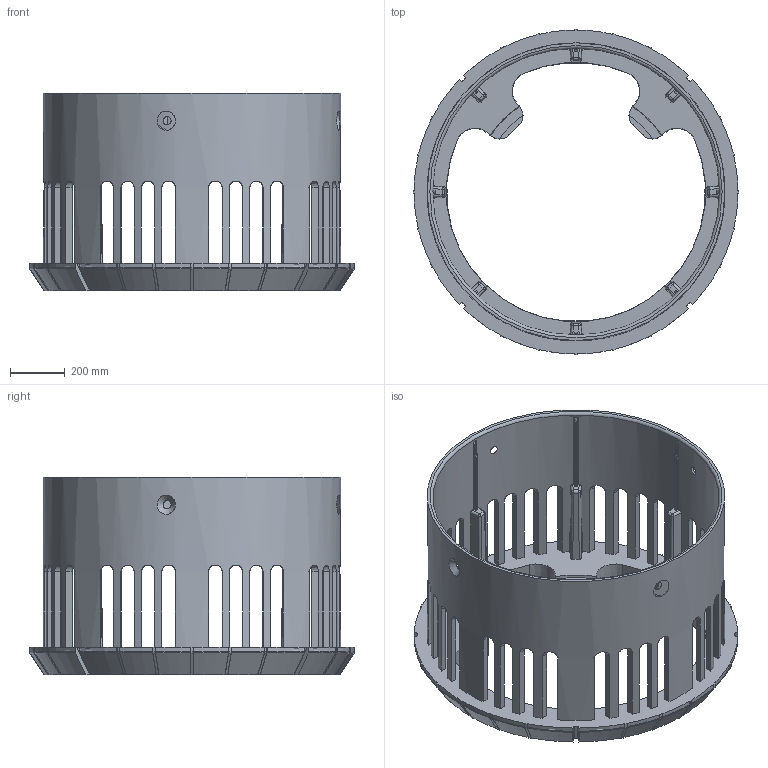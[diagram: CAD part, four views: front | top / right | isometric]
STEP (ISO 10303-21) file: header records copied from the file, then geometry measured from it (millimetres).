
FILE_DESCRIPTION(/* description */ (''),/* implementation_level */ '2;1');
FILE_NAME(/* name */ '18103.070X_3D.stp',/* time_stamp */ '2024-12-12T07:39:57+01:00',/* author */ ('CAD'),/* organization */ (''),/* preprocessor_version */ 'ST-DEVELOPER v20',/* originating_system */ 'AutoCAD Mechanical',/* authorisation */ '');
FILE_SCHEMA (('AUTOMOTIVE_DESIGN { 1 0 10303 214 3 1 1 }'));
Length unit declared in the file: centimetre
Products named in the file (2): Product; *S0
Assembly tree (1 placements, depth 2):
  Product
    *S0
Bounding box: 1185 x 1185 x 720 mm (x, y, z)
Volume: 72050843.8 mm3; surface area: 5294056.4 mm2
Topology: 1 solids, 1 shells, 586 faces, 1742 edges, 1128 vertices
Faces by surface type: plane 245, cylinder 176, bspline 64, cone 44, sphere 32, torus 25
Full cylindrical faces by diameter (mm): 1045 x1, 1085 x1
Entity records: 24531 total; most frequent: CARTESIAN_POINT 9181, ORIENTED_EDGE 3482, DIRECTION 2911, EDGE_CURVE 1741, VERTEX_POINT 1126, AXIS2_PLACEMENT_3D 1024, LINE 863, VECTOR 863
